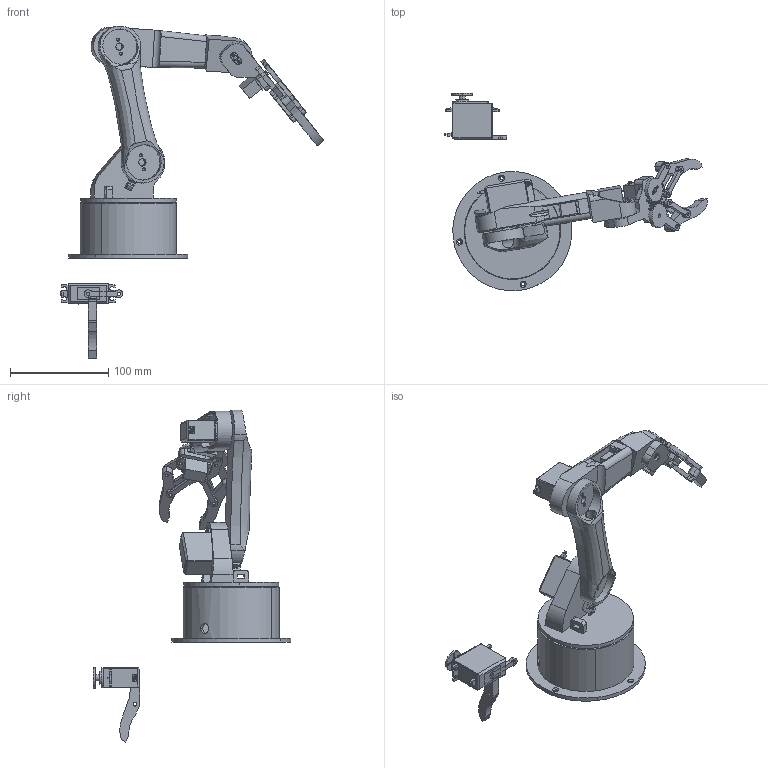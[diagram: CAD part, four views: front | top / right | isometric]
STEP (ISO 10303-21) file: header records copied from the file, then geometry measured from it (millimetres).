
FILE_DESCRIPTION(('HOOPS Exchange Step'),'2;1');
FILE_NAME('Robotic Arm 3D Model.step','2023-03-04T06:50:06+00:00',('root'),('Unknown organisation'),'HOOPS Exchange 2022.1','HOOPS Exchange','Unknown authorisation');
FILE_SCHEMA( ('AP203_CONFIGURATION_CONTROLLED_3D_DESIGN_OF_MECHANICAL_PARTS_AND_ASSEMBLIES_MIM_LF') );
Length unit declared in the file: millimetre
Products named in the file (14): grip link 1; Gripper base; Gripper 1; gear2; gear1; Servo Motor Micro  9g; Gripper Assembly; Servo Motor MG996R; Arm 03; Arm 02 v3; Arm 01; Waist; Base; Robotic Arm 3D Model
Assembly tree (21 placements, depth 3):
  Robotic Arm 3D Model
    Gripper Assembly
      grip link 1  x4
      Gripper base
      Gripper 1  x2
      gear2
      gear1
      Servo Motor Micro  9g
    Servo Motor Micro  9g  x2
    Servo Motor MG996R  x3
    Arm 03
    Arm 02 v3
    Arm 01
    Waist
    Base
Bounding box: 267.93 x 200.79 x 337.52 mm (x, y, z)
Volume: 500369 mm3; surface area: 192828 mm2
Topology: 57 solids, 61 shells, 1459 faces, 3673 edges, 2378 vertices
Faces by surface type: cylinder 758, plane 619, bspline 42, torus 32, cone 8
Entity records: 24707 total; most frequent: CARTESIAN_POINT 5977, DIRECTION 3970, ORIENTED_EDGE 3710, EDGE_CURVE 1855, AXIS2_PLACEMENT_3D 1509, VERTEX_POINT 1216, VECTOR 952, LINE 952
